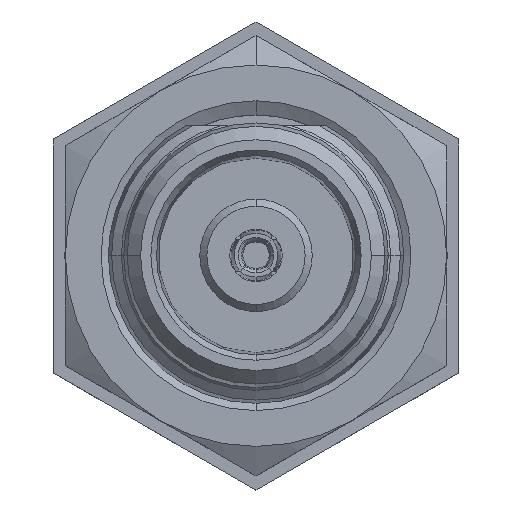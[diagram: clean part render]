
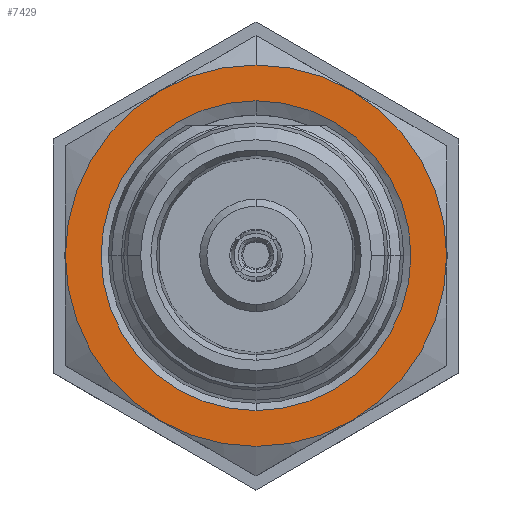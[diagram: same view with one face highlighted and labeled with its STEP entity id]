
A CAD part, top view. The second image highlights one B-rep face of the part: STEP entity #7429.
In plain terms, the highlighted planar face has unit normal (0, 0, 1).
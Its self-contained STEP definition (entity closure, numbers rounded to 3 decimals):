
#256 = PLANE ( 'NONE',  #15275 ) ;
#471 = CARTESIAN_POINT ( 'NONE',  ( 0., 0., -13.3 ) ) ;
#652 = FACE_OUTER_BOUND ( 'NONE', #17666, .T. ) ;
#849 = EDGE_CURVE ( 'NONE', #9489, #20972, #20692, .T. ) ;
#1037 = DIRECTION ( 'NONE',  ( 0., -1., 0. ) ) ;
#1041 = DIRECTION ( 'NONE',  ( 0., 0., 1. ) ) ;
#1095 = CARTESIAN_POINT ( 'NONE',  ( 0., 0., -13.3 ) ) ;
#1290 = CARTESIAN_POINT ( 'NONE',  ( 0., 0., -13.3 ) ) ;
#1905 = ORIENTED_EDGE ( 'NONE', *, *, #17612, .F. ) ;
#2259 = DIRECTION ( 'NONE',  ( 0., -1., 0. ) ) ;
#2505 = CARTESIAN_POINT ( 'NONE',  ( 0., 0., -13.3 ) ) ;
#2636 = VERTEX_POINT ( 'NONE', #2708 ) ;
#2708 = CARTESIAN_POINT ( 'NONE',  ( -4., 6.928, -13.3 ) ) ;
#2873 = DIRECTION ( 'NONE',  ( 0., -1., 0. ) ) ;
#3090 = DIRECTION ( 'NONE',  ( 0., -1., 0. ) ) ;
#4290 = DIRECTION ( 'NONE',  ( 0., -1., 0. ) ) ;
#4956 = AXIS2_PLACEMENT_3D ( 'NONE', #2505, #14898, #4290 ) ;
#5185 = AXIS2_PLACEMENT_3D ( 'NONE', #22226, #11644, #1037 ) ;
#5236 = AXIS2_PLACEMENT_3D ( 'NONE', #9437, #17079, #6481 ) ;
#5433 = VERTEX_POINT ( 'NONE', #14207 ) ;
#5446 = EDGE_CURVE ( 'NONE', #6197, #9489, #9869, .T. ) ;
#6118 = CIRCLE ( 'NONE', #6123, 8. ) ;
#6123 = AXIS2_PLACEMENT_3D ( 'NONE', #471, #12861, #2259 ) ;
#6197 = VERTEX_POINT ( 'NONE', #21089 ) ;
#6481 = DIRECTION ( 'NONE',  ( 0., -1., 0. ) ) ;
#6670 = ORIENTED_EDGE ( 'NONE', *, *, #5446, .T. ) ;
#7347 = CARTESIAN_POINT ( 'NONE',  ( 0., 0., -13.3 ) ) ;
#7370 = CARTESIAN_POINT ( 'NONE',  ( 0., 8., -13.3 ) ) ;
#7429 = ADVANCED_FACE ( 'NONE', ( #19473, #652 ), #256, .F. ) ;
#7436 = AXIS2_PLACEMENT_3D ( 'NONE', #1290, #13715, #3090 ) ;
#7450 = DIRECTION ( 'NONE',  ( 0., 0., 1. ) ) ;
#7531 = CARTESIAN_POINT ( 'NONE',  ( 8., 0., -13.3 ) ) ;
#7562 = VERTEX_POINT ( 'NONE', #9569 ) ;
#8294 = AXIS2_PLACEMENT_3D ( 'NONE', #7347, #19745, #9147 ) ;
#8436 = ORIENTED_EDGE ( 'NONE', *, *, #11400, .T. ) ;
#8606 = ORIENTED_EDGE ( 'NONE', *, *, #11875, .T. ) ;
#9147 = DIRECTION ( 'NONE',  ( 0., -1., 0. ) ) ;
#9166 = DIRECTION ( 'NONE',  ( 0., 1., 0. ) ) ;
#9303 = EDGE_CURVE ( 'NONE', #14612, #22847, #11086, .T. ) ;
#9437 = CARTESIAN_POINT ( 'NONE',  ( 0., 0., -13.3 ) ) ;
#9489 = VERTEX_POINT ( 'NONE', #12089 ) ;
#9569 = CARTESIAN_POINT ( 'NONE',  ( 0., 8., -13.3 ) ) ;
#9869 = CIRCLE ( 'NONE', #8294, 8. ) ;
#10894 = CARTESIAN_POINT ( 'NONE',  ( 0., 6.5, -13.3 ) ) ;
#11086 = CIRCLE ( 'NONE', #21969, 6.5 ) ;
#11400 = EDGE_CURVE ( 'NONE', #5433, #6197, #6118, .T. ) ;
#11644 = DIRECTION ( 'NONE',  ( 0., 0., 1. ) ) ;
#11647 = CARTESIAN_POINT ( 'NONE',  ( 0., 0., -13.3 ) ) ;
#11875 = EDGE_CURVE ( 'NONE', #12918, #7562, #16896, .T. ) ;
#12089 = CARTESIAN_POINT ( 'NONE',  ( 4., -6.928, -13.3 ) ) ;
#12861 = DIRECTION ( 'NONE',  ( 0., 0., 1. ) ) ;
#12918 = VERTEX_POINT ( 'NONE', #18163 ) ;
#13254 = ORIENTED_EDGE ( 'NONE', *, *, #849, .T. ) ;
#13440 = DIRECTION ( 'NONE',  ( 0., -1., 0. ) ) ;
#13498 = DIRECTION ( 'NONE',  ( 0., 0., 1. ) ) ;
#13715 = DIRECTION ( 'NONE',  ( 0., 0., 1. ) ) ;
#14207 = CARTESIAN_POINT ( 'NONE',  ( -8., 0., -13.3 ) ) ;
#14349 = ORIENTED_EDGE ( 'NONE', *, *, #22195, .T. ) ;
#14612 = VERTEX_POINT ( 'NONE', #17976 ) ;
#14898 = DIRECTION ( 'NONE',  ( 0., 0., 1. ) ) ;
#15275 = AXIS2_PLACEMENT_3D ( 'NONE', #7370, #19766, #9166 ) ;
#15284 = ORIENTED_EDGE ( 'NONE', *, *, #9303, .F. ) ;
#15509 = CIRCLE ( 'NONE', #15779, 8. ) ;
#15779 = AXIS2_PLACEMENT_3D ( 'NONE', #18076, #7450, #19855 ) ;
#15951 = EDGE_LOOP ( 'NONE', ( #15284, #1905 ) ) ;
#16896 = CIRCLE ( 'NONE', #5236, 8. ) ;
#17079 = DIRECTION ( 'NONE',  ( 0., 0., 1. ) ) ;
#17612 = EDGE_CURVE ( 'NONE', #22847, #14612, #22610, .T. ) ;
#17666 = EDGE_LOOP ( 'NONE', ( #13254, #18413, #8606, #14349, #19402, #8436, #6670 ) ) ;
#17976 = CARTESIAN_POINT ( 'NONE',  ( 0., -6.5, -13.3 ) ) ;
#18076 = CARTESIAN_POINT ( 'NONE',  ( 0., 0., -13.3 ) ) ;
#18163 = CARTESIAN_POINT ( 'NONE',  ( 4., 6.928, -13.3 ) ) ;
#18241 = CIRCLE ( 'NONE', #4956, 8. ) ;
#18413 = ORIENTED_EDGE ( 'NONE', *, *, #22055, .T. ) ;
#19402 = ORIENTED_EDGE ( 'NONE', *, *, #21474, .T. ) ;
#19473 = FACE_BOUND ( 'NONE', #15951, .T. ) ;
#19745 = DIRECTION ( 'NONE',  ( 0., 0., 1. ) ) ;
#19766 = DIRECTION ( 'NONE',  ( 0., 0., -1. ) ) ;
#19855 = DIRECTION ( 'NONE',  ( 0., -1., 0. ) ) ;
#20387 = AXIS2_PLACEMENT_3D ( 'NONE', #1095, #13498, #2873 ) ;
#20692 = CIRCLE ( 'NONE', #5185, 8. ) ;
#20972 = VERTEX_POINT ( 'NONE', #7531 ) ;
#21089 = CARTESIAN_POINT ( 'NONE',  ( -4., -6.928, -13.3 ) ) ;
#21474 = EDGE_CURVE ( 'NONE', #2636, #5433, #15509, .T. ) ;
#21969 = AXIS2_PLACEMENT_3D ( 'NONE', #11647, #1041, #13440 ) ;
#22055 = EDGE_CURVE ( 'NONE', #20972, #12918, #18241, .T. ) ;
#22195 = EDGE_CURVE ( 'NONE', #7562, #2636, #22636, .T. ) ;
#22226 = CARTESIAN_POINT ( 'NONE',  ( 0., 0., -13.3 ) ) ;
#22610 = CIRCLE ( 'NONE', #7436, 6.5 ) ;
#22636 = CIRCLE ( 'NONE', #20387, 8. ) ;
#22847 = VERTEX_POINT ( 'NONE', #10894 ) ;
